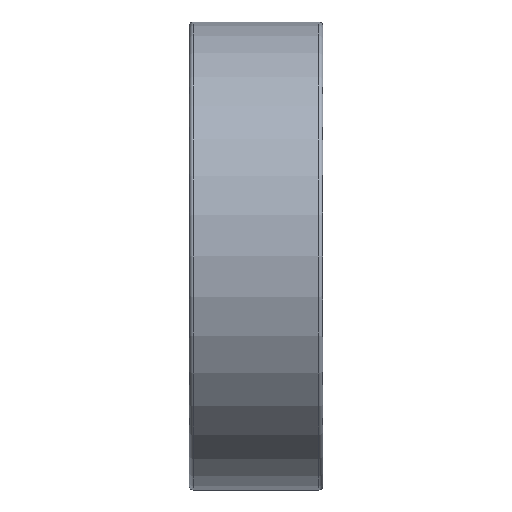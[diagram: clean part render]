
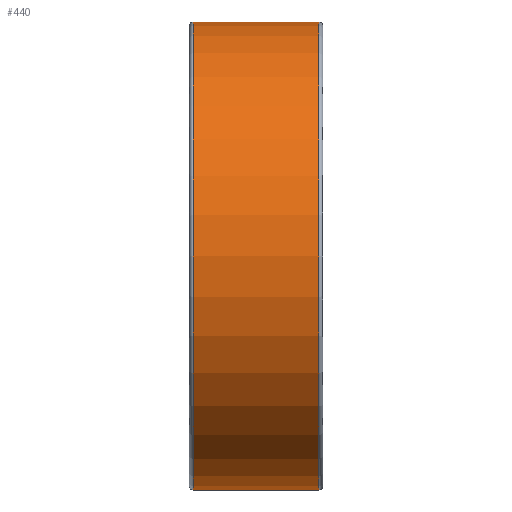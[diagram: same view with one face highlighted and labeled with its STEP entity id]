
A CAD part, front view. The second image highlights one B-rep face of the part: STEP entity #440.
In plain terms, the highlighted cylindrical face has radius 17.5 mm (diameter 35 mm), a full revolution.
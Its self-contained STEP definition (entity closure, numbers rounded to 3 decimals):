
#32=CYLINDRICAL_SURFACE('',#648,17.5);
#74=ORIENTED_EDGE('',*,*,#129,.T.);
#75=ORIENTED_EDGE('',*,*,#141,.F.);
#129=EDGE_CURVE('',#304,#304,#169,.T.);
#141=EDGE_CURVE('',#316,#316,#181,.T.);
#169=CIRCLE('',#623,17.5);
#181=CIRCLE('',#647,17.5);
#234=EDGE_LOOP('',(#74));
#235=EDGE_LOOP('',(#75));
#304=VERTEX_POINT('',#939);
#316=VERTEX_POINT('',#975);
#371=FACE_BOUND('',#234,.T.);
#372=FACE_BOUND('',#235,.T.);
#440=ADVANCED_FACE('',(#371,#372),#32,.T.);
#623=AXIS2_PLACEMENT_3D('',#938,#751,#752);
#647=AXIS2_PLACEMENT_3D('',#974,#799,#800);
#648=AXIS2_PLACEMENT_3D('',#976,#801,#802);
#751=DIRECTION('',(1.,0.,0.));
#752=DIRECTION('',(0.,0.,-1.));
#799=DIRECTION('',(1.,0.,0.));
#800=DIRECTION('',(0.,0.,-1.));
#801=DIRECTION('',(1.,0.,0.));
#802=DIRECTION('',(0.,0.,-1.));
#938=CARTESIAN_POINT('',(0.3,0.,0.));
#939=CARTESIAN_POINT('',(0.3,0.,-17.5));
#974=CARTESIAN_POINT('',(9.7,0.,0.));
#975=CARTESIAN_POINT('',(9.7,0.,-17.5));
#976=CARTESIAN_POINT('',(50.,0.,0.));
